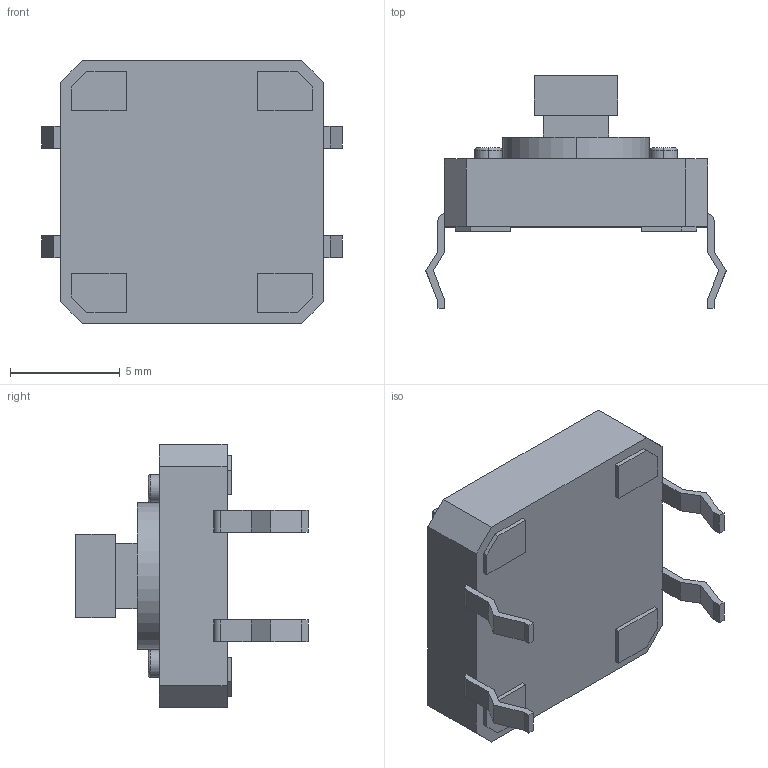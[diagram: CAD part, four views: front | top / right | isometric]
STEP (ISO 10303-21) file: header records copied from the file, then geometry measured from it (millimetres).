
FILE_DESCRIPTION (( 'STEP AP214' ), '1' );
FILE_NAME ('12mm Push Button.STEP', '2023-01-16T17:44:28', ( '' ), ( '' ), 'SwSTEP 2.0', 'SolidWorks 2021', '' );
FILE_SCHEMA (( 'AUTOMOTIVE_DESIGN' ));
Length unit declared in the file: millimetre
Products named in the file (1): 12mm Push Button
Bounding box: 13.7 x 10.6 x 12 mm (x, y, z)
Volume: 516.7 mm3; surface area: 824.6 mm2
Topology: 7 solids, 7 shells, 136 faces, 322 edges, 212 vertices
Faces by surface type: plane 110, cylinder 18, torus 8
Entity records: 3966 total; most frequent: CARTESIAN_POINT 671, DIRECTION 648, ORIENTED_EDGE 644, EDGE_CURVE 322, LINE 270, VECTOR 270, VERTEX_POINT 212, AXIS2_PLACEMENT_3D 189
